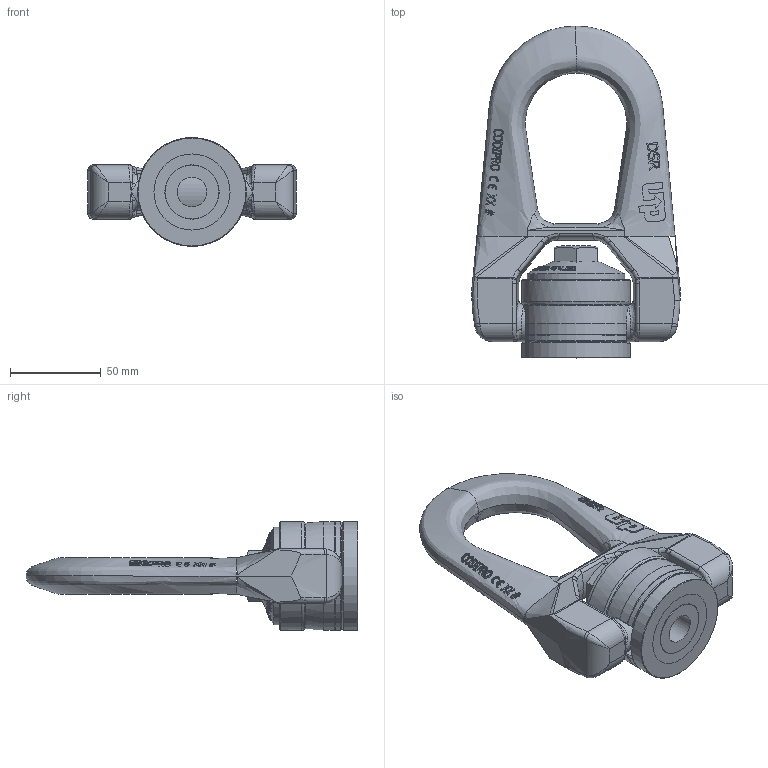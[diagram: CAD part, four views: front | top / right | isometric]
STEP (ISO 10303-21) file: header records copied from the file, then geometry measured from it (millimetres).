
FILE_DESCRIPTION(/* description */ (''),/* implementation_level */ '2;1');
FILE_NAME(/* name */ 'FE DSR U075 UP.stp',/* time_stamp */ '2017-09-22T09:04:36+02:00',/* author */ ('rklenes'),/* organization */ (''),/* preprocessor_version */ 'ST-DEVELOPER v16.5',/* originating_system */ 'Autodesk Inventor 2017',/* authorisation */ '');
FILE_SCHEMA (('AUTOMOTIVE_DESIGN { 1 0 10303 214 3 1 1 }'));
Products named in the file (6): FE DSR U075 UP; DSR 3; DRB_B3B; DRM_AF3B_UP; DRE_D3M30A; FE_DRA_U075
Assembly tree (5 placements, depth 3):
  FE DSR U075 UP
    DSR 3
      DRB_B3B
      DRM_AF3B_UP
    DRE_D3M30A
    FE_DRA_U075
Bounding box: 115 x 183 x 60 mm (x, y, z)
Volume: 307716.5 mm3; surface area: 75299.2 mm2
Topology: 4 solids, 4 shells, 892 faces, 2379 edges, 1543 vertices
Faces by surface type: plane 389, bspline 362, cylinder 76, cone 49, torus 15, sphere 1
Full cylindrical faces by diameter (mm): 16.307 x1, 20 x2, 29.72 x1, 29.92 x3, 30.12 x1, 33.6 x2, 34 x2, 46 x1, 54 x1, 60 x2
Entity records: 49100 total; most frequent: CARTESIAN_POINT 29509, ORIENTED_EDGE 4654, DIRECTION 2979, EDGE_CURVE 2327, VERTEX_POINT 1534, AXIS2_PLACEMENT_3D 1058, EDGE_LOOP 989, FACE_OUTER_BOUND 891
